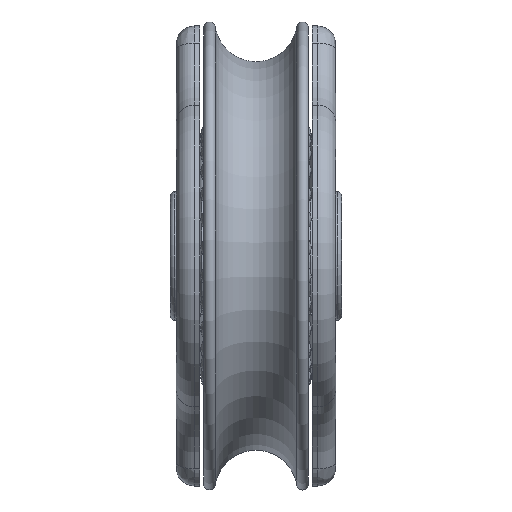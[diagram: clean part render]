
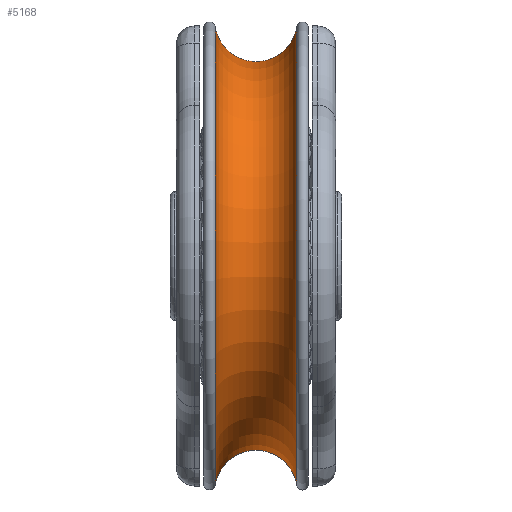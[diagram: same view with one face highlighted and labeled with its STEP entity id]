
A CAD part, front view. The second image highlights one B-rep face of the part: STEP entity #5168.
In plain terms, the highlighted toroidal (fillet/blend) face has major radius 40 mm and minor radius 7 mm.
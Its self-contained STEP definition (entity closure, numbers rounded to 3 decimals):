
#900=TOROIDAL_SURFACE('',#5916,40.,7.);
#1083=FACE_OUTER_BOUND('',#1429,.T.);
#1429=EDGE_LOOP('',(#4370,#4371,#4372,#4373,#4374,#4375));
#1876=CIRCLE('',#5820,38.927);
#1877=CIRCLE('',#5821,38.927);
#1942=CIRCLE('',#5913,38.927);
#1943=CIRCLE('',#5914,38.927);
#1945=CIRCLE('',#5917,7.);
#2369=VERTEX_POINT('',#9054);
#2370=VERTEX_POINT('',#9056);
#2421=VERTEX_POINT('',#9206);
#2422=VERTEX_POINT('',#9207);
#3083=EDGE_CURVE('',#2369,#2370,#1876,.T.);
#3084=EDGE_CURVE('',#2370,#2369,#1877,.T.);
#3155=EDGE_CURVE('',#2421,#2422,#1942,.T.);
#3156=EDGE_CURVE('',#2422,#2421,#1943,.T.);
#3158=EDGE_CURVE('',#2422,#2369,#1945,.T.);
#4370=ORIENTED_EDGE('',*,*,#3155,.T.);
#4371=ORIENTED_EDGE('',*,*,#3158,.T.);
#4372=ORIENTED_EDGE('',*,*,#3084,.F.);
#4373=ORIENTED_EDGE('',*,*,#3083,.F.);
#4374=ORIENTED_EDGE('',*,*,#3158,.F.);
#4375=ORIENTED_EDGE('',*,*,#3156,.T.);
#5168=ADVANCED_FACE('',(#1083),#900,.F.);
#5820=AXIS2_PLACEMENT_3D('',#9057,#7168,#7169);
#5821=AXIS2_PLACEMENT_3D('',#9058,#7170,#7171);
#5913=AXIS2_PLACEMENT_3D('',#9208,#7360,#7361);
#5914=AXIS2_PLACEMENT_3D('',#9209,#7362,#7363);
#5916=AXIS2_PLACEMENT_3D('',#9211,#7366,#7367);
#5917=AXIS2_PLACEMENT_3D('',#9212,#7368,#7369);
#7168=DIRECTION('center_axis',(-1.,0.,0.));
#7169=DIRECTION('ref_axis',(0.,0.069,0.998));
#7170=DIRECTION('center_axis',(-1.,0.,0.));
#7171=DIRECTION('ref_axis',(0.,0.069,0.998));
#7360=DIRECTION('center_axis',(-1.,0.,0.));
#7361=DIRECTION('ref_axis',(0.,0.069,0.998));
#7362=DIRECTION('center_axis',(-1.,0.,0.));
#7363=DIRECTION('ref_axis',(0.,0.069,0.998));
#7366=DIRECTION('center_axis',(-1.,0.,0.));
#7367=DIRECTION('ref_axis',(0.,-0.998,0.069));
#7368=DIRECTION('center_axis',(0.,-0.069,
-0.998));
#7369=DIRECTION('ref_axis',(0.,0.998,-0.069));
#9054=CARTESIAN_POINT('',(-6.917,38.834,-2.688));
#9056=CARTESIAN_POINT('',(-6.917,-38.834,2.688));
#9057=CARTESIAN_POINT('Origin',(-6.917,0.,
0.));
#9058=CARTESIAN_POINT('Origin',(-6.917,0.,
0.));
#9206=CARTESIAN_POINT('',(6.917,-38.834,2.688));
#9207=CARTESIAN_POINT('',(6.917,38.834,-2.688));
#9208=CARTESIAN_POINT('Origin',(6.917,0.,
0.));
#9209=CARTESIAN_POINT('Origin',(6.917,0.,
0.));
#9211=CARTESIAN_POINT('Origin',(0.,0.,
0.));
#9212=CARTESIAN_POINT('Origin',(0.,39.905,
-2.762));
